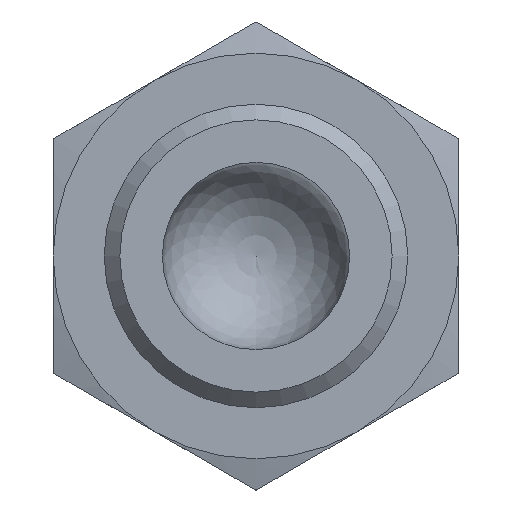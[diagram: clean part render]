
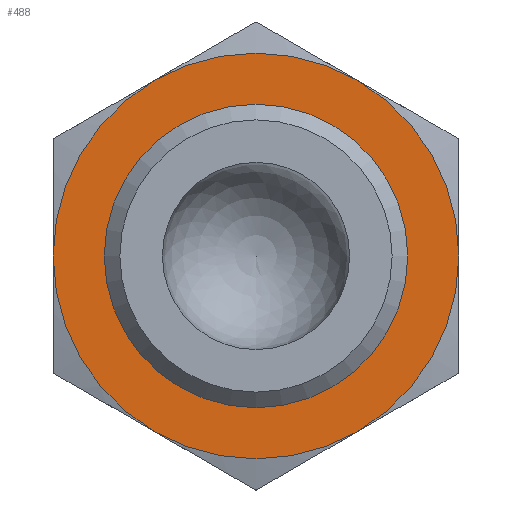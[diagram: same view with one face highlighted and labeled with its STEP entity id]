
A CAD part, front view. The second image highlights one B-rep face of the part: STEP entity #488.
In plain terms, the highlighted planar face has unit normal (0, -1, 0).
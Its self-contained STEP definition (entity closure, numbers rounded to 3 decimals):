
#82=PLANE('',#553);
#88=FACE_BOUND('',#158,.T.);
#119=FACE_OUTER_BOUND('',#157,.T.);
#157=EDGE_LOOP('',(#429,#430,#431,#432,#433,#434));
#158=EDGE_LOOP('',(#435));
#171=CIRCLE('',#503,4.864);
#185=CIRCLE('',#524,6.5);
#187=CIRCLE('',#527,6.5);
#189=CIRCLE('',#530,6.5);
#190=CIRCLE('',#532,6.5);
#192=CIRCLE('',#535,6.5);
#194=CIRCLE('',#538,6.5);
#203=VERTEX_POINT('',#719);
#223=VERTEX_POINT('',#795);
#225=VERTEX_POINT('',#801);
#227=VERTEX_POINT('',#808);
#230=VERTEX_POINT('',#820);
#233=VERTEX_POINT('',#835);
#236=VERTEX_POINT('',#847);
#247=EDGE_CURVE('',#203,#203,#171,.T.);
#275=EDGE_CURVE('',#223,#225,#185,.T.);
#279=EDGE_CURVE('',#227,#223,#187,.T.);
#283=EDGE_CURVE('',#230,#227,#189,.T.);
#285=EDGE_CURVE('',#233,#230,#190,.T.);
#289=EDGE_CURVE('',#236,#233,#192,.T.);
#293=EDGE_CURVE('',#225,#236,#194,.T.);
#429=ORIENTED_EDGE('',*,*,#293,.T.);
#430=ORIENTED_EDGE('',*,*,#289,.T.);
#431=ORIENTED_EDGE('',*,*,#285,.T.);
#432=ORIENTED_EDGE('',*,*,#283,.T.);
#433=ORIENTED_EDGE('',*,*,#279,.T.);
#434=ORIENTED_EDGE('',*,*,#275,.T.);
#435=ORIENTED_EDGE('',*,*,#247,.T.);
#488=ADVANCED_FACE('',(#119,#88),#82,.T.);
#503=AXIS2_PLACEMENT_3D('',#720,#577,#578);
#524=AXIS2_PLACEMENT_3D('',#805,#619,#620);
#527=AXIS2_PLACEMENT_3D('',#817,#625,#626);
#530=AXIS2_PLACEMENT_3D('',#829,#631,#632);
#532=AXIS2_PLACEMENT_3D('',#836,#635,#636);
#535=AXIS2_PLACEMENT_3D('',#848,#641,#642);
#538=AXIS2_PLACEMENT_3D('',#859,#647,#648);
#553=AXIS2_PLACEMENT_3D('',#891,#689,#690);
#577=DIRECTION('center_axis',(0.,1.,0.));
#578=DIRECTION('ref_axis',(1.,0.,0.));
#619=DIRECTION('center_axis',(0.,-1.,0.));
#620=DIRECTION('ref_axis',(-1.,0.,0.));
#625=DIRECTION('center_axis',(0.,-1.,0.));
#626=DIRECTION('ref_axis',(-1.,0.,0.));
#631=DIRECTION('center_axis',(0.,-1.,0.));
#632=DIRECTION('ref_axis',(-1.,0.,0.));
#635=DIRECTION('center_axis',(0.,-1.,0.));
#636=DIRECTION('ref_axis',(-1.,0.,0.));
#641=DIRECTION('center_axis',(0.,-1.,0.));
#642=DIRECTION('ref_axis',(-1.,0.,0.));
#647=DIRECTION('center_axis',(0.,-1.,0.));
#648=DIRECTION('ref_axis',(-1.,0.,0.));
#689=DIRECTION('center_axis',(0.,-1.,0.));
#690=DIRECTION('ref_axis',(0.,0.,-1.));
#719=CARTESIAN_POINT('',(-4.864,5.2,0.));
#720=CARTESIAN_POINT('Origin',(0.,5.2,0.));
#795=CARTESIAN_POINT('',(-6.5,5.2,0.));
#801=CARTESIAN_POINT('',(-3.25,5.2,-5.629));
#805=CARTESIAN_POINT('Origin',(0.,5.2,0.));
#808=CARTESIAN_POINT('',(-3.25,5.2,5.629));
#817=CARTESIAN_POINT('Origin',(0.,5.2,0.));
#820=CARTESIAN_POINT('',(3.25,5.2,5.629));
#829=CARTESIAN_POINT('Origin',(0.,5.2,0.));
#835=CARTESIAN_POINT('',(6.5,5.2,0.));
#836=CARTESIAN_POINT('Origin',(0.,5.2,0.));
#847=CARTESIAN_POINT('',(3.25,5.2,-5.629));
#848=CARTESIAN_POINT('Origin',(0.,5.2,0.));
#859=CARTESIAN_POINT('Origin',(0.,5.2,0.));
#891=CARTESIAN_POINT('Origin',(-7.5,5.2,0.));
